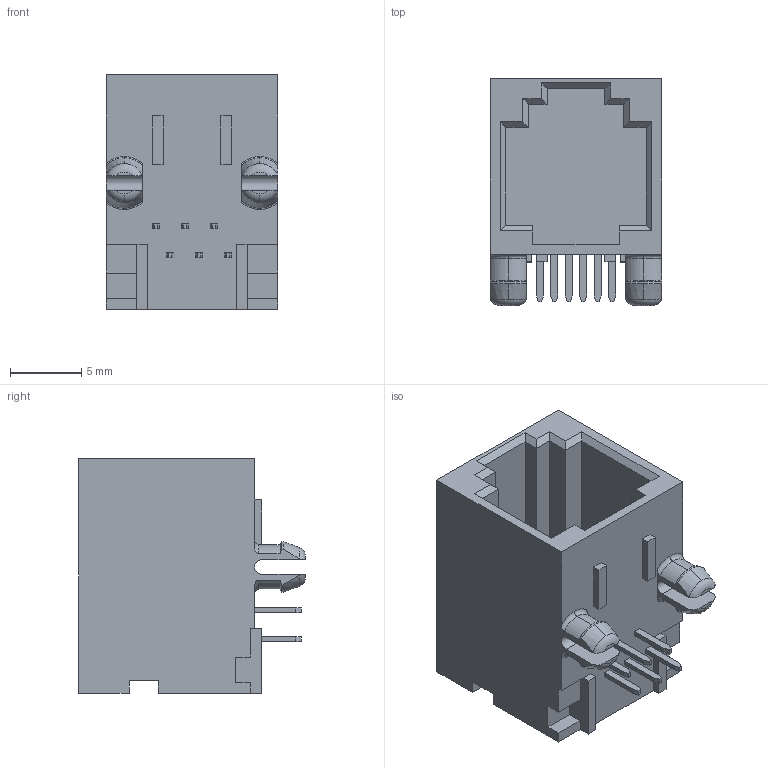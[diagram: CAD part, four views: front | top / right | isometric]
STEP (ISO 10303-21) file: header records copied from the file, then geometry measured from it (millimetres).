
FILE_DESCRIPTION (( 'STEP AP214' ), '1' );
FILE_NAME ('RJE0166001.STEP', '2019-05-04T10:25:04', ( '' ), ( '' ), 'SwSTEP 2.0', 'SolidWorks 2017', '' );
FILE_SCHEMA (( 'AUTOMOTIVE_DESIGN' ));
Length unit declared in the file: millimetre
Products named in the file (1): RJE0166001
Bounding box: 12.06 x 15.95 x 16.51 mm (x, y, z)
Volume: 1549.2 mm3; surface area: 1678.7 mm2
Topology: 7 solids, 7 shells, 168 faces, 433 edges, 282 vertices
Faces by surface type: plane 130, cylinder 14, cone 12, torus 12
Entity records: 5227 total; most frequent: CARTESIAN_POINT 1068, ORIENTED_EDGE 866, DIRECTION 789, EDGE_CURVE 433, VECTOR 335, LINE 335, VERTEX_POINT 282, AXIS2_PLACEMENT_3D 227
